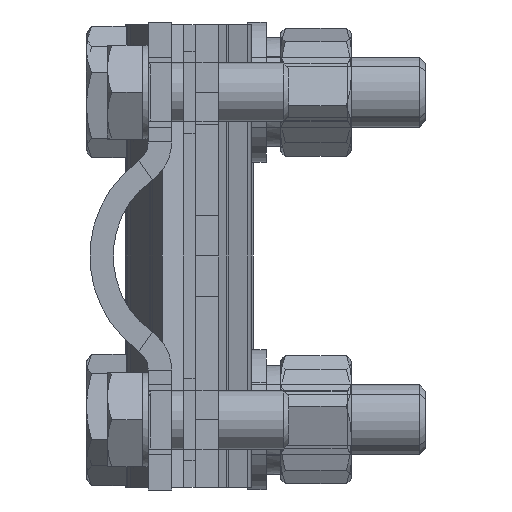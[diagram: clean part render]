
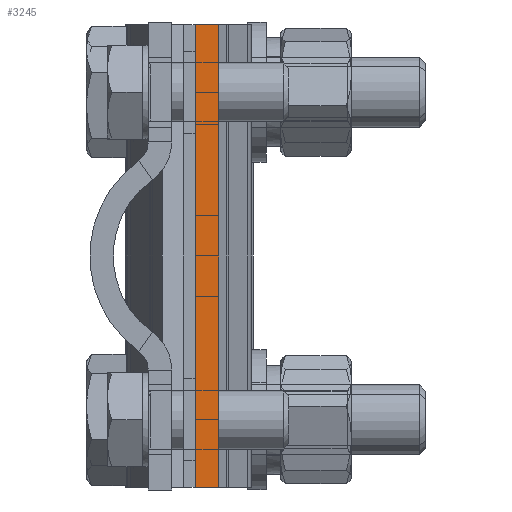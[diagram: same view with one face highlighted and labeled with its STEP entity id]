
A CAD part, left-side view. The second image highlights one B-rep face of the part: STEP entity #3245.
In plain terms, the highlighted face is planar.
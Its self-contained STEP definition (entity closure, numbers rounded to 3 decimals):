
#651 = ORIENTED_EDGE ( 'NONE', *, *, #6175, .F. ) ;
#939 = VERTEX_POINT ( 'NONE', #21573 ) ;
#1183 = AXIS2_PLACEMENT_3D ( 'NONE', #16572, #11424, #18288 ) ;
#1303 = CARTESIAN_POINT ( 'NONE',  ( 0., 0., 16. ) ) ;
#3245 = ADVANCED_FACE ( 'NONE', ( #11207 ), #6405, .F. ) ;
#3477 = CARTESIAN_POINT ( 'NONE',  ( 39.5, 2., 16. ) ) ;
#3611 = VECTOR ( 'NONE', #6682, 1000. ) ;
#3695 = VECTOR ( 'NONE', #7126, 1000. ) ;
#4809 = VERTEX_POINT ( 'NONE', #6957 ) ;
#5452 = LINE ( 'NONE', #9105, #13518 ) ;
#5888 = VERTEX_POINT ( 'NONE', #11590 ) ;
#5936 = ORIENTED_EDGE ( 'NONE', *, *, #11662, .F. ) ;
#6082 = EDGE_CURVE ( 'NONE', #939, #12032, #13871, .T. ) ;
#6175 = EDGE_CURVE ( 'NONE', #4809, #5888, #10793, .T. ) ;
#6405 = PLANE ( 'NONE',  #1183 ) ;
#6682 = DIRECTION ( 'NONE',  ( 1., 0., 0. ) ) ;
#6957 = CARTESIAN_POINT ( 'NONE',  ( 0., 2., 16. ) ) ;
#7126 = DIRECTION ( 'NONE',  ( 0., -1., 0. ) ) ;
#8713 = VECTOR ( 'NONE', #9174, 1000. ) ;
#9105 = CARTESIAN_POINT ( 'NONE',  ( 0., 2., 16. ) ) ;
#9174 = DIRECTION ( 'NONE',  ( 1., 0., 0. ) ) ;
#10793 = LINE ( 'NONE', #14327, #8713 ) ;
#11207 = FACE_OUTER_BOUND ( 'NONE', #12416, .T. ) ;
#11424 = DIRECTION ( 'NONE',  ( 0., 0., -1. ) ) ;
#11590 = CARTESIAN_POINT ( 'NONE',  ( 39.5, 2., 16. ) ) ;
#11662 = EDGE_CURVE ( 'NONE', #5888, #12032, #20841, .T. ) ;
#11908 = ORIENTED_EDGE ( 'NONE', *, *, #21378, .T. ) ;
#12032 = VERTEX_POINT ( 'NONE', #13156 ) ;
#12416 = EDGE_LOOP ( 'NONE', ( #22576, #5936, #651, #11908 ) ) ;
#13156 = CARTESIAN_POINT ( 'NONE',  ( 39.5, 0., 16. ) ) ;
#13518 = VECTOR ( 'NONE', #17903, 1000. ) ;
#13871 = LINE ( 'NONE', #1303, #3611 ) ;
#14327 = CARTESIAN_POINT ( 'NONE',  ( 0., 2., 16. ) ) ;
#16572 = CARTESIAN_POINT ( 'NONE',  ( 0., 2., 16. ) ) ;
#17903 = DIRECTION ( 'NONE',  ( 0., -1., 0. ) ) ;
#18288 = DIRECTION ( 'NONE',  ( -1., 0., 0. ) ) ;
#20841 = LINE ( 'NONE', #3477, #3695 ) ;
#21378 = EDGE_CURVE ( 'NONE', #4809, #939, #5452, .T. ) ;
#21573 = CARTESIAN_POINT ( 'NONE',  ( 0., 0., 16. ) ) ;
#22576 = ORIENTED_EDGE ( 'NONE', *, *, #6082, .T. ) ;
